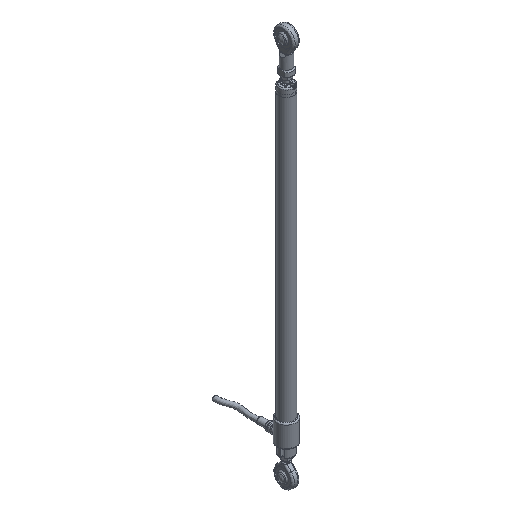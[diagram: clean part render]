
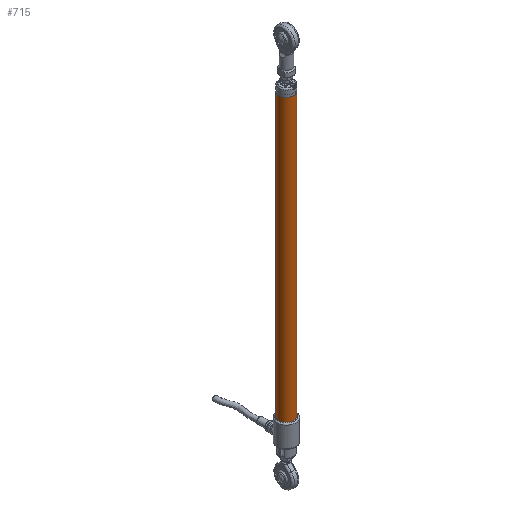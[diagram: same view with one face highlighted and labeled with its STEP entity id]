
A CAD part, isometric view. The second image highlights one B-rep face of the part: STEP entity #715.
In plain terms, the highlighted cylindrical face has radius 6.35 mm (diameter 12.7 mm), a full revolution.
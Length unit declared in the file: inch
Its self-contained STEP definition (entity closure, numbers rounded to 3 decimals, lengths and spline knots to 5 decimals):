
#715 = ADVANCED_FACE ( 'NONE', ( #11558, #25358 ), #7334, .T. ) ;
#1041 = DIRECTION ( 'NONE',  ( 0.494, -0.869, 0. ) ) ;
#2057 = AXIS2_PLACEMENT_3D ( 'NONE', #26036, #28725, #1041 ) ;
#5323 = CARTESIAN_POINT ( 'NONE',  ( 0., 0., -0.9311 ) ) ;
#5370 = DIRECTION ( 'NONE',  ( 0., 0., -1. ) ) ;
#7334 = CYLINDRICAL_SURFACE ( 'NONE', #10654, 0.25 ) ;
#7895 = DIRECTION ( 'NONE',  ( 0.494, -0.869, 0. ) ) ;
#9198 = VERTEX_POINT ( 'NONE', #29506 ) ;
#10280 = EDGE_LOOP ( 'NONE', ( #16049 ) ) ;
#10654 = AXIS2_PLACEMENT_3D ( 'NONE', #26106, #5370, #7895 ) ;
#11174 = AXIS2_PLACEMENT_3D ( 'NONE', #5323, #14528, #27865 ) ;
#11231 = CIRCLE ( 'NONE', #2057, 0.25 ) ;
#11558 = FACE_OUTER_BOUND ( 'NONE', #10280, .T. ) ;
#13340 = VERTEX_POINT ( 'NONE', #22320 ) ;
#14528 = DIRECTION ( 'NONE',  ( 0., 0., -1. ) ) ;
#15331 = ORIENTED_EDGE ( 'NONE', *, *, #21824, .T. ) ;
#16049 = ORIENTED_EDGE ( 'NONE', *, *, #16545, .T. ) ;
#16545 = EDGE_CURVE ( 'NONE', #13340, #13340, #11231, .T. ) ;
#20545 = EDGE_LOOP ( 'NONE', ( #15331 ) ) ;
#21824 = EDGE_CURVE ( 'NONE', #9198, #9198, #22167, .T. ) ;
#22167 = CIRCLE ( 'NONE', #11174, 0.25 ) ;
#22320 = CARTESIAN_POINT ( 'NONE',  ( 0.12351, -0.21736, -10.87205 ) ) ;
#25358 = FACE_OUTER_BOUND ( 'NONE', #20545, .T. ) ;
#26036 = CARTESIAN_POINT ( 'NONE',  ( 0., 0., -10.87205 ) ) ;
#26106 = CARTESIAN_POINT ( 'NONE',  ( 0., 0., -0.9311 ) ) ;
#27865 = DIRECTION ( 'NONE',  ( 0.494, -0.869, 0. ) ) ;
#28725 = DIRECTION ( 'NONE',  ( 0., 0., 1. ) ) ;
#29506 = CARTESIAN_POINT ( 'NONE',  ( 0.12351, -0.21736, -0.9311 ) ) ;
